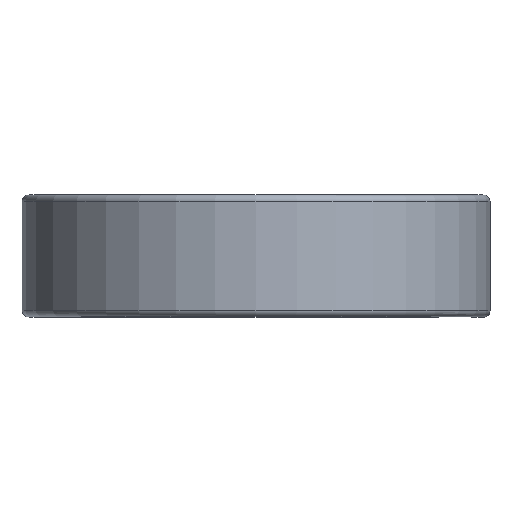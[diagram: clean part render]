
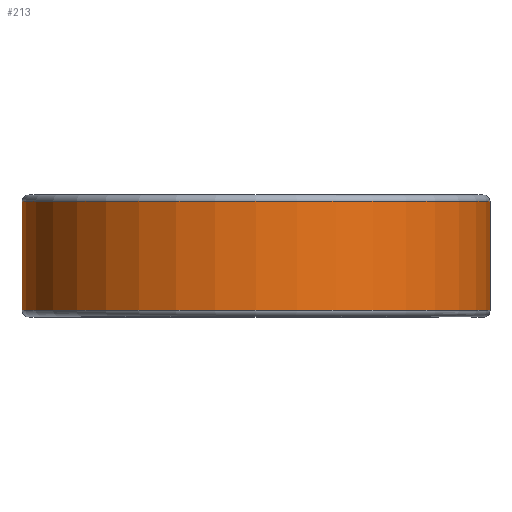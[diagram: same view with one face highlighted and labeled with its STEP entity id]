
A CAD part, top view. The second image highlights one B-rep face of the part: STEP entity #213.
In plain terms, the highlighted cylindrical face has radius 27.407 mm (diameter 54.813 mm), a partial arc.
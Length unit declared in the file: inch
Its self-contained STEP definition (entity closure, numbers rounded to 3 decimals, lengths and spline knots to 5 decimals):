
#1 = AXIS2_PLACEMENT_3D ( 'NONE', #2363, #1210, #88 ) ;
#7 = CARTESIAN_POINT ( 'NONE',  ( 0., 0.25, 0. ) ) ;
#25 = CARTESIAN_POINT ( 'NONE',  ( 0., -0.25125, -1.079 ) ) ;
#82 = VERTEX_POINT ( 'NONE', #2383 ) ;
#88 = DIRECTION ( 'NONE',  ( 0., 0., -1. ) ) ;
#109 = DIRECTION ( 'NONE',  ( 0., -1., 0. ) ) ;
#213 = ADVANCED_FACE ( 'NONE', ( #471 ), #449, .T. ) ;
#309 = DIRECTION ( 'NONE',  ( 0., 0., -1. ) ) ;
#449 = CYLINDRICAL_SURFACE ( 'NONE', #906, 1.079 ) ;
#471 = FACE_OUTER_BOUND ( 'NONE', #1235, .T. ) ;
#525 = EDGE_CURVE ( 'NONE', #82, #846, #581, .T. ) ;
#581 = CIRCLE ( 'NONE', #1244, 1.079 ) ;
#589 = DIRECTION ( 'NONE',  ( 0., 1., 0. ) ) ;
#631 = VECTOR ( 'NONE', #798, 39.37008 ) ;
#658 = LINE ( 'NONE', #1971, #631 ) ;
#798 = DIRECTION ( 'NONE',  ( 0., 1., 0. ) ) ;
#846 = VERTEX_POINT ( 'NONE', #2423 ) ;
#906 = AXIS2_PLACEMENT_3D ( 'NONE', #7, #109, #309 ) ;
#938 = CARTESIAN_POINT ( 'NONE',  ( 1.079, -0.25125, 0. ) ) ;
#990 = VERTEX_POINT ( 'NONE', #938 ) ;
#1050 = VERTEX_POINT ( 'NONE', #25 ) ;
#1117 = VECTOR ( 'NONE', #589, 39.37008 ) ;
#1125 = LINE ( 'NONE', #1532, #1117 ) ;
#1169 = CIRCLE ( 'NONE', #1, 1.079 ) ;
#1210 = DIRECTION ( 'NONE',  ( 0., -1., 0. ) ) ;
#1216 = ORIENTED_EDGE ( 'NONE', *, *, #2141, .T. ) ;
#1235 = EDGE_LOOP ( 'NONE', ( #1216, #2024, #1570, #1440 ) ) ;
#1244 = AXIS2_PLACEMENT_3D ( 'NONE', #1782, #1976, #1963 ) ;
#1259 = EDGE_CURVE ( 'NONE', #990, #1050, #1169, .T. ) ;
#1440 = ORIENTED_EDGE ( 'NONE', *, *, #1259, .F. ) ;
#1532 = CARTESIAN_POINT ( 'NONE',  ( 1.079, 0.25125, 0. ) ) ;
#1570 = ORIENTED_EDGE ( 'NONE', *, *, #1684, .F. ) ;
#1684 = EDGE_CURVE ( 'NONE', #1050, #846, #658, .T. ) ;
#1782 = CARTESIAN_POINT ( 'NONE',  ( 0., 0.25125, 0. ) ) ;
#1963 = DIRECTION ( 'NONE',  ( 0., 0., -1. ) ) ;
#1971 = CARTESIAN_POINT ( 'NONE',  ( 0., 0.25125, -1.079 ) ) ;
#1976 = DIRECTION ( 'NONE',  ( 0., -1., 0. ) ) ;
#2024 = ORIENTED_EDGE ( 'NONE', *, *, #525, .T. ) ;
#2141 = EDGE_CURVE ( 'NONE', #990, #82, #1125, .T. ) ;
#2363 = CARTESIAN_POINT ( 'NONE',  ( 0., -0.25125, 0. ) ) ;
#2383 = CARTESIAN_POINT ( 'NONE',  ( 1.079, 0.25125, 0. ) ) ;
#2423 = CARTESIAN_POINT ( 'NONE',  ( 0., 0.25125, -1.079 ) ) ;
